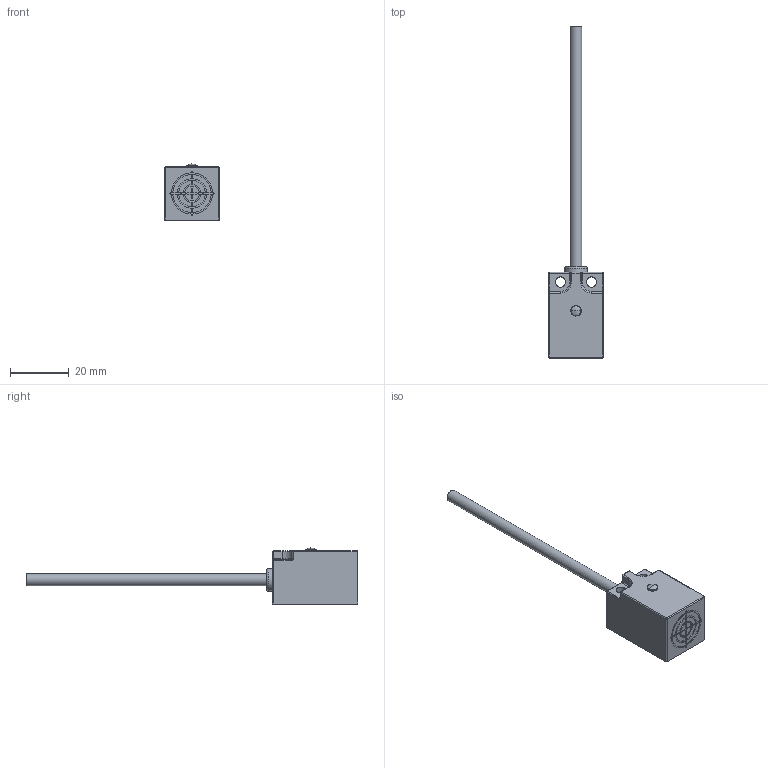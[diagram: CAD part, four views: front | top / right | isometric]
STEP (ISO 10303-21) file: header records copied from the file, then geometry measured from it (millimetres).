
FILE_DESCRIPTION(/* description */ (''),/* implementation_level */ '2;1');
FILE_NAME(/* name */ 'sensor body assy.stp',/* time_stamp */ '2023-07-25T10:27:49+08:00',/* author */ (''),/* organization */ (''),/* preprocessor_version */ 'ST-DEVELOPER v15',/* originating_system */ 'SIEMENS PLM Software NX 9.0',/* authorisation */ '');
FILE_SCHEMA (('AP203_CONFIGURATION_CONTROLLED_3D_DESIGN_OF_MECHANICAL_PARTS_AND_ASSEMBLIES_MIM_LF { 1 0 10303 403 2 1 2}'));
Length unit declared in the file: millimetre
Products named in the file (1): DELL182CABCA9xy9
Bounding box: 18.6 x 112.6 x 19 mm (x, y, z)
Volume: 5204.8 mm3; surface area: 7645.7 mm2
Topology: 6 solids, 6 shells, 294 faces, 780 edges, 501 vertices
Faces by surface type: plane 162, cylinder 111, torus 11, sphere 8, bspline 2
Full cylindrical faces by diameter (mm): 3.09 x1, 3.5 x3, 4 x2, 5.3 x1, 6.09 x1, 7.6 x1
Entity records: 9082 total; most frequent: DIRECTION 1584, CARTESIAN_POINT 1584, ORIENTED_EDGE 1512, EDGE_CURVE 756, AXIS2_PLACEMENT_3D 537, LINE 510, VECTOR 510, VERTEX_POINT 497
